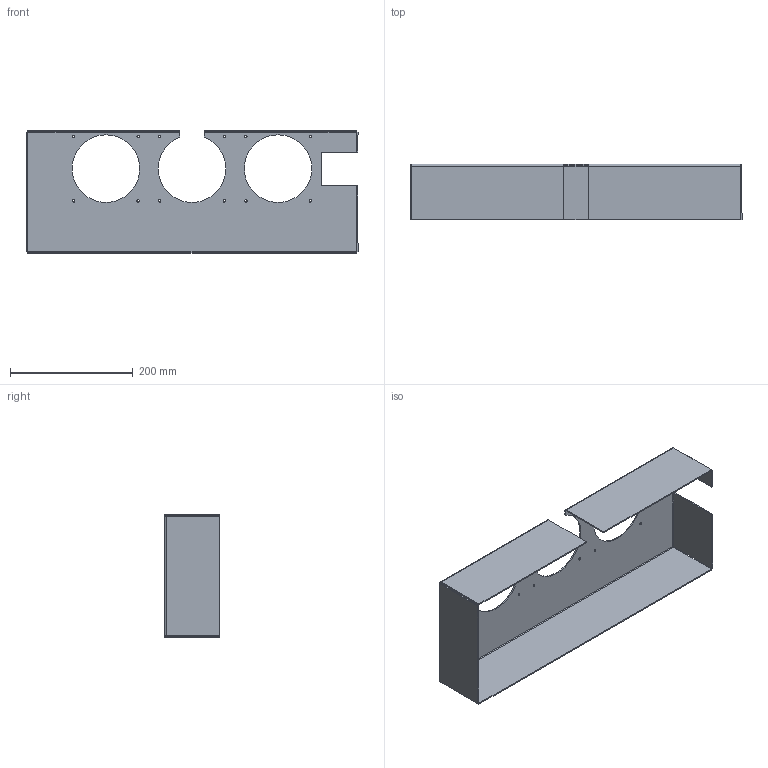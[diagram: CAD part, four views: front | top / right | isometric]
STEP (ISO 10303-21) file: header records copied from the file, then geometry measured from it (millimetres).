
FILE_DESCRIPTION (( 'STEP AP203' ), '1' );
FILE_NAME ('przegroda.STEP', '2021-09-02T06:01:41', ( '' ), ( '' ), 'SwSTEP 2.0', 'SolidWorks 2020', '' );
FILE_SCHEMA (( 'CONFIG_CONTROL_DESIGN' ));
Length unit declared in the file: millimetre
Products named in the file (1): przegroda
Bounding box: 540 x 90 x 200 mm (x, y, z)
Volume: 388962.1 mm3; surface area: 396514.5 mm2
Topology: 1 solids, 1 shells, 90 faces, 216 edges, 128 vertices
Faces by surface type: cylinder 41, plane 41, bspline 8
Entity records: 3063 total; most frequent: CARTESIAN_POINT 859, DIRECTION 432, ORIENTED_EDGE 432, EDGE_CURVE 216, AXIS2_PLACEMENT_3D 149, VECTOR 134, LINE 134, VERTEX_POINT 128
